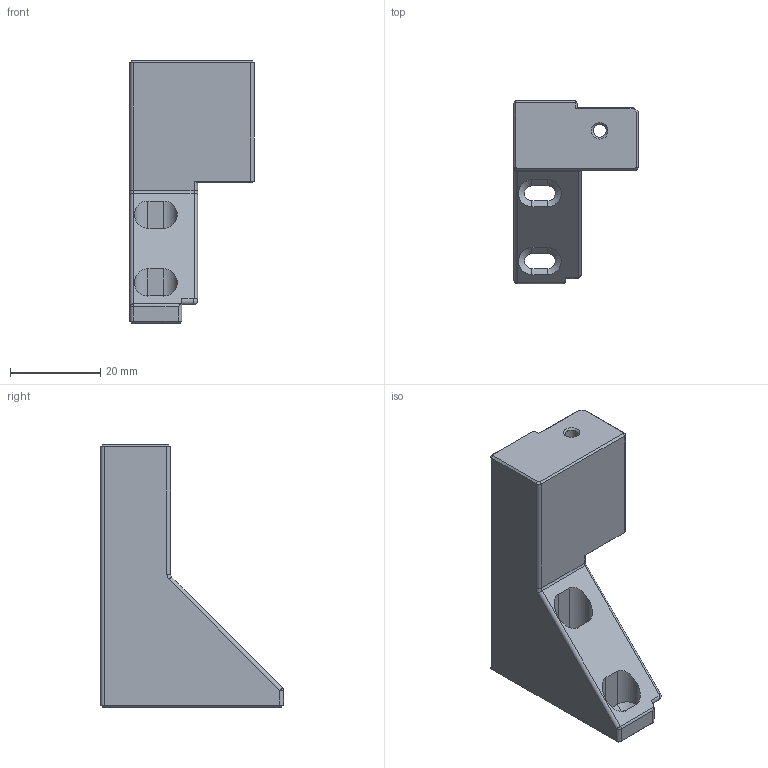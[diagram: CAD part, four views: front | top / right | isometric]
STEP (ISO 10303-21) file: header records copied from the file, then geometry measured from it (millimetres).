
FILE_DESCRIPTION(/* description */ (''),/* implementation_level */ '2;1');
FILE_NAME(/* name */ 'ZeroClick_Dock_Center_and_Probe_Block - with slot v2.step',/* time_stamp */ '2024-05-19T15:09:41+01:00',/* author */ (''),/* organization */ (''),/* preprocessor_version */ 'ST-DEVELOPER v20',/* originating_system */ 'Autodesk Translation Framework v12.20.1.177',/* authorisation */ '');
FILE_SCHEMA (('AUTOMOTIVE_DESIGN { 1 0 10303 214 3 1 1 }'));
Length unit declared in the file: millimetre
Products named in the file (1): ZeroClick_Dock_Center_and_Probe_Block - with slot
Bounding box: 27.5 x 40.5 x 58 mm (x, y, z)
Volume: 19181 mm3; surface area: 7338.2 mm2
Topology: 1 solids, 1 shells, 122 faces, 284 edges, 165 vertices
Faces by surface type: plane 66, cylinder 31, cone 20, torus 2, bspline 2, sphere 1
Full cylindrical faces by diameter (mm): 2.85 x1, 5.8 x1
Entity records: 3463 total; most frequent: CARTESIAN_POINT 628, DIRECTION 602, ORIENTED_EDGE 568, EDGE_CURVE 284, LINE 208, VECTOR 208, AXIS2_PLACEMENT_3D 197, VERTEX_POINT 165
